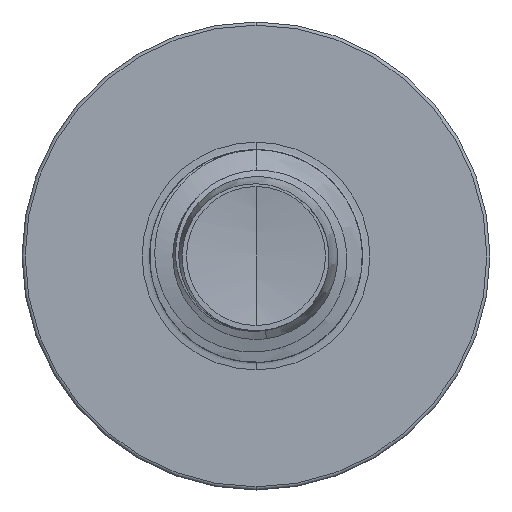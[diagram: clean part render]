
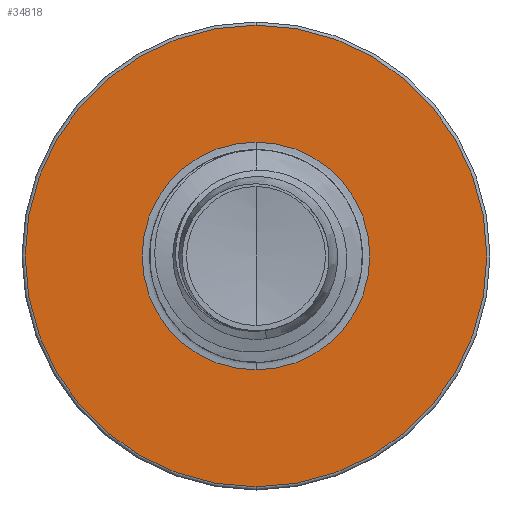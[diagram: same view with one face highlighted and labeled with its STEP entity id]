
A CAD part, front view. The second image highlights one B-rep face of the part: STEP entity #34818.
In plain terms, the highlighted planar face has unit normal (0, -1, 0).
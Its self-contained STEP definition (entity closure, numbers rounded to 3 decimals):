
#681 = EDGE_LOOP ( 'NONE', ( #10029, #27817 ) ) ;
#1015 = ORIENTED_EDGE ( 'NONE', *, *, #24250, .T. ) ;
#1405 = VERTEX_POINT ( 'NONE', #23990 ) ;
#3219 = EDGE_CURVE ( 'NONE', #29308, #9316, #28099, .T. ) ;
#3386 = DIRECTION ( 'NONE',  ( 0., 0., 1. ) ) ;
#7176 = AXIS2_PLACEMENT_3D ( 'NONE', #9121, #29060, #12049 ) ;
#7224 = AXIS2_PLACEMENT_3D ( 'NONE', #23217, #20501, #3386 ) ;
#7393 = AXIS2_PLACEMENT_3D ( 'NONE', #33137, #16125, #35956 ) ;
#7627 = CIRCLE ( 'NONE', #7176, 2.677 ) ;
#8236 = DIRECTION ( 'NONE',  ( 0., 1., 0. ) ) ;
#9121 = CARTESIAN_POINT ( 'NONE',  ( 0., 17.5, 0. ) ) ;
#9316 = VERTEX_POINT ( 'NONE', #36108 ) ;
#10029 = ORIENTED_EDGE ( 'NONE', *, *, #10057, .F. ) ;
#10057 = EDGE_CURVE ( 'NONE', #29057, #1405, #26933, .T. ) ;
#10550 = CARTESIAN_POINT ( 'NONE',  ( 0., 17.5, 5.425 ) ) ;
#10749 = FACE_BOUND ( 'NONE', #13748, .T. ) ;
#11663 = FACE_OUTER_BOUND ( 'NONE', #681, .T. ) ;
#12049 = DIRECTION ( 'NONE',  ( 0., 0., 1. ) ) ;
#13748 = EDGE_LOOP ( 'NONE', ( #1015, #23945 ) ) ;
#14080 = CARTESIAN_POINT ( 'NONE',  ( 0., 17.5, 0. ) ) ;
#16125 = DIRECTION ( 'NONE',  ( 0., 1., 0. ) ) ;
#16924 = DIRECTION ( 'NONE',  ( 0., 0., 1. ) ) ;
#17660 = PLANE ( 'NONE',  #7224 ) ;
#20501 = DIRECTION ( 'NONE',  ( 0., 1., 0. ) ) ;
#20942 = EDGE_CURVE ( 'NONE', #1405, #29057, #21045, .T. ) ;
#21045 = CIRCLE ( 'NONE', #7393, 5.425 ) ;
#21180 = AXIS2_PLACEMENT_3D ( 'NONE', #25296, #8236, #28171 ) ;
#23217 = CARTESIAN_POINT ( 'NONE',  ( 0., 17.5, -2.677 ) ) ;
#23945 = ORIENTED_EDGE ( 'NONE', *, *, #3219, .T. ) ;
#23990 = CARTESIAN_POINT ( 'NONE',  ( 0., 17.5, -5.425 ) ) ;
#24250 = EDGE_CURVE ( 'NONE', #9316, #29308, #7627, .T. ) ;
#25296 = CARTESIAN_POINT ( 'NONE',  ( 0., 17.5, 0. ) ) ;
#26933 = CIRCLE ( 'NONE', #21180, 5.425 ) ;
#27360 = AXIS2_PLACEMENT_3D ( 'NONE', #14080, #33934, #16924 ) ;
#27817 = ORIENTED_EDGE ( 'NONE', *, *, #20942, .F. ) ;
#28099 = CIRCLE ( 'NONE', #27360, 2.677 ) ;
#28171 = DIRECTION ( 'NONE',  ( 0., 0., 1. ) ) ;
#29057 = VERTEX_POINT ( 'NONE', #10550 ) ;
#29060 = DIRECTION ( 'NONE',  ( 0., 1., 0. ) ) ;
#29308 = VERTEX_POINT ( 'NONE', #31700 ) ;
#31700 = CARTESIAN_POINT ( 'NONE',  ( 0., 17.5, -2.677 ) ) ;
#33137 = CARTESIAN_POINT ( 'NONE',  ( 0., 17.5, 0. ) ) ;
#33934 = DIRECTION ( 'NONE',  ( 0., 1., 0. ) ) ;
#34818 = ADVANCED_FACE ( 'NONE', ( #11663, #10749 ), #17660, .F. ) ;
#35956 = DIRECTION ( 'NONE',  ( 0., 0., 1. ) ) ;
#36108 = CARTESIAN_POINT ( 'NONE',  ( 0., 17.5, 2.677 ) ) ;
